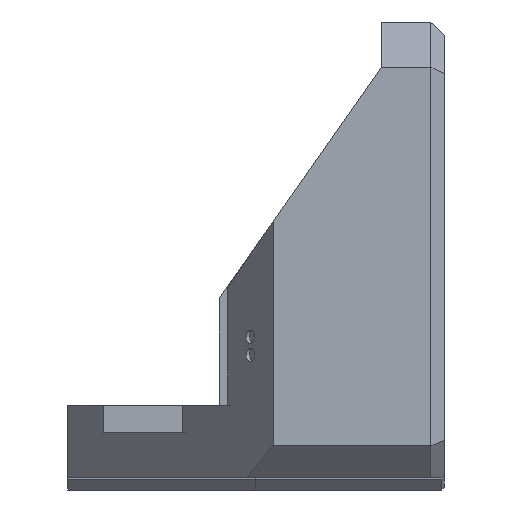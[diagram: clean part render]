
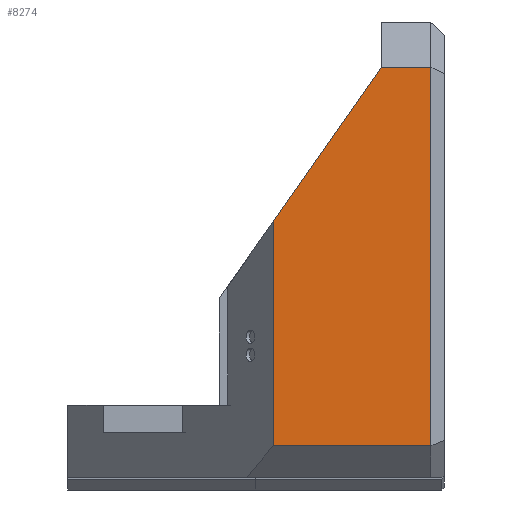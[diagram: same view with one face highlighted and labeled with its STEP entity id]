
A CAD part, left-side view. The second image highlights one B-rep face of the part: STEP entity #8274.
In plain terms, the highlighted planar face has unit normal (-1, 0, 0).
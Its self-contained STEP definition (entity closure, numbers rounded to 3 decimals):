
#415=PLANE('',#8931);
#884=FACE_OUTER_BOUND('',#1392,.T.);
#1392=EDGE_LOOP('',(#7120,#7121,#7122,#7123,#7124));
#2240=LINE('',#13009,#3260);
#2248=LINE('',#13025,#3268);
#2250=LINE('',#13029,#3270);
#2251=LINE('',#13031,#3271);
#2252=LINE('',#13032,#3272);
#3260=VECTOR('',#10598,10.);
#3268=VECTOR('',#10610,10.);
#3270=VECTOR('',#10614,10.);
#3271=VECTOR('',#10615,10.);
#3272=VECTOR('',#10616,10.);
#4229=VERTEX_POINT('',#12969);
#4241=VERTEX_POINT('',#13005);
#4247=VERTEX_POINT('',#13024);
#4248=VERTEX_POINT('',#13028);
#4249=VERTEX_POINT('',#13030);
#5252=EDGE_CURVE('',#4241,#4229,#2240,.T.);
#5260=EDGE_CURVE('',#4229,#4247,#2248,.T.);
#5262=EDGE_CURVE('',#4248,#4241,#2250,.T.);
#5263=EDGE_CURVE('',#4248,#4249,#2251,.T.);
#5264=EDGE_CURVE('',#4249,#4247,#2252,.T.);
#7120=ORIENTED_EDGE('',*,*,#5252,.F.);
#7121=ORIENTED_EDGE('',*,*,#5262,.F.);
#7122=ORIENTED_EDGE('',*,*,#5263,.T.);
#7123=ORIENTED_EDGE('',*,*,#5264,.T.);
#7124=ORIENTED_EDGE('',*,*,#5260,.F.);
#8274=ADVANCED_FACE('',(#884),#415,.T.);
#8931=AXIS2_PLACEMENT_3D('',#13027,#10612,#10613);
#10598=DIRECTION('',(0.,0.,-1.));
#10610=DIRECTION('',(0.,1.,0.));
#10612=DIRECTION('center_axis',(-1.,0.,0.));
#10613=DIRECTION('ref_axis',(0.,-1.,0.));
#10614=DIRECTION('',(0.,-1.,0.));
#10615=DIRECTION('',(0.,0.574,-0.819));
#10616=DIRECTION('',(0.,0.,-1.));
#12969=CARTESIAN_POINT('',(-26.225,1.5,3.5));
#13005=CARTESIAN_POINT('',(-26.225,1.5,45.5));
#13009=CARTESIAN_POINT('',(-26.225,1.5,0.));
#13024=CARTESIAN_POINT('',(-26.225,19.,3.5));
#13025=CARTESIAN_POINT('',(-26.225,31.35,3.5));
#13027=CARTESIAN_POINT('Origin',(-26.225,41.8,0.));
#13028=CARTESIAN_POINT('',(-26.225,7.,45.5));
#13029=CARTESIAN_POINT('',(-26.225,31.35,45.5));
#13030=CARTESIAN_POINT('',(-26.225,19.,28.362));
#13031=CARTESIAN_POINT('',(-26.225,32.413,9.206));
#13032=CARTESIAN_POINT('',(-26.225,19.,4.));
